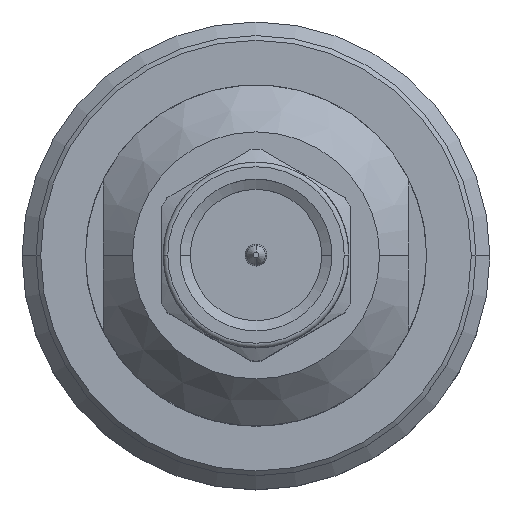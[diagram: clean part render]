
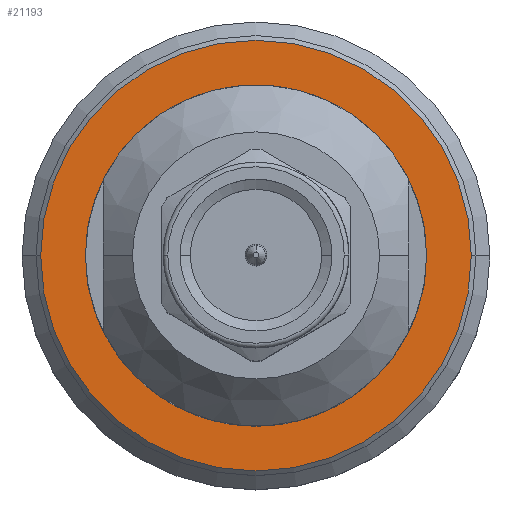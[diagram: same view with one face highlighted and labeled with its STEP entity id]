
A CAD part, top view. The second image highlights one B-rep face of the part: STEP entity #21193.
In plain terms, the highlighted planar face has unit normal (0, 0, 1).
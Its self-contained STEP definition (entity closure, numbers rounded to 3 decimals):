
#726 = DIRECTION ( 'NONE',  ( 0., 0., 1. ) ) ;
#2738 = ORIENTED_EDGE ( 'NONE', *, *, #6719, .F. ) ;
#2878 = VERTEX_POINT ( 'NONE', #17759 ) ;
#3042 = CIRCLE ( 'NONE', #18323, 9.15 ) ;
#4734 = CARTESIAN_POINT ( 'NONE',  ( 0., 7.25, -12.5 ) ) ;
#5615 = ORIENTED_EDGE ( 'NONE', *, *, #22589, .T. ) ;
#5681 = VERTEX_POINT ( 'NONE', #9312 ) ;
#5793 = AXIS2_PLACEMENT_3D ( 'NONE', #4734, #25220, #25023 ) ;
#6201 = CARTESIAN_POINT ( 'NONE',  ( 0., 0., -12.5 ) ) ;
#6239 = FACE_BOUND ( 'NONE', #27404, .T. ) ;
#6719 = EDGE_CURVE ( 'NONE', #7868, #2878, #8402, .T. ) ;
#7087 = DIRECTION ( 'NONE',  ( -1., 0., 0. ) ) ;
#7463 = DIRECTION ( 'NONE',  ( 1., 0., 0. ) ) ;
#7868 = VERTEX_POINT ( 'NONE', #18392 ) ;
#8402 = CIRCLE ( 'NONE', #15474, 7.25 ) ;
#9312 = CARTESIAN_POINT ( 'NONE',  ( -9.15, 0., -12.5 ) ) ;
#9327 = PLANE ( 'NONE',  #5793 ) ;
#10272 = VERTEX_POINT ( 'NONE', #21118 ) ;
#10598 = DIRECTION ( 'NONE',  ( -1., 0., 0. ) ) ;
#11534 = DIRECTION ( 'NONE',  ( 0., 0., 1. ) ) ;
#12681 = DIRECTION ( 'NONE',  ( 0., 0., 1. ) ) ;
#13521 = CARTESIAN_POINT ( 'NONE',  ( 0., 0., -12.5 ) ) ;
#13949 = ORIENTED_EDGE ( 'NONE', *, *, #14789, .T. ) ;
#14789 = EDGE_CURVE ( 'NONE', #5681, #10272, #15229, .T. ) ;
#15229 = CIRCLE ( 'NONE', #21844, 9.15 ) ;
#15474 = AXIS2_PLACEMENT_3D ( 'NONE', #20696, #726, #7463 ) ;
#17759 = CARTESIAN_POINT ( 'NONE',  ( 7.25, 0., -12.5 ) ) ;
#18323 = AXIS2_PLACEMENT_3D ( 'NONE', #6201, #12681, #10598 ) ;
#18392 = CARTESIAN_POINT ( 'NONE',  ( -7.25, 0., -12.5 ) ) ;
#20696 = CARTESIAN_POINT ( 'NONE',  ( 0., 0., -12.5 ) ) ;
#21118 = CARTESIAN_POINT ( 'NONE',  ( 9.15, 0., -12.5 ) ) ;
#21193 = ADVANCED_FACE ( 'NONE', ( #23206, #6239 ), #9327, .F. ) ;
#21633 = AXIS2_PLACEMENT_3D ( 'NONE', #25441, #25533, #23509 ) ;
#21844 = AXIS2_PLACEMENT_3D ( 'NONE', #13521, #11534, #7087 ) ;
#22589 = EDGE_CURVE ( 'NONE', #10272, #5681, #3042, .T. ) ;
#23206 = FACE_OUTER_BOUND ( 'NONE', #25818, .T. ) ;
#23509 = DIRECTION ( 'NONE',  ( 1., 0., 0. ) ) ;
#23848 = CIRCLE ( 'NONE', #21633, 7.25 ) ;
#25023 = DIRECTION ( 'NONE',  ( -1., 0., 0. ) ) ;
#25220 = DIRECTION ( 'NONE',  ( 0., 0., -1. ) ) ;
#25441 = CARTESIAN_POINT ( 'NONE',  ( 0., 0., -12.5 ) ) ;
#25533 = DIRECTION ( 'NONE',  ( 0., 0., 1. ) ) ;
#25818 = EDGE_LOOP ( 'NONE', ( #13949, #5615 ) ) ;
#26250 = EDGE_CURVE ( 'NONE', #2878, #7868, #23848, .T. ) ;
#27404 = EDGE_LOOP ( 'NONE', ( #27866, #2738 ) ) ;
#27866 = ORIENTED_EDGE ( 'NONE', *, *, #26250, .F. ) ;
